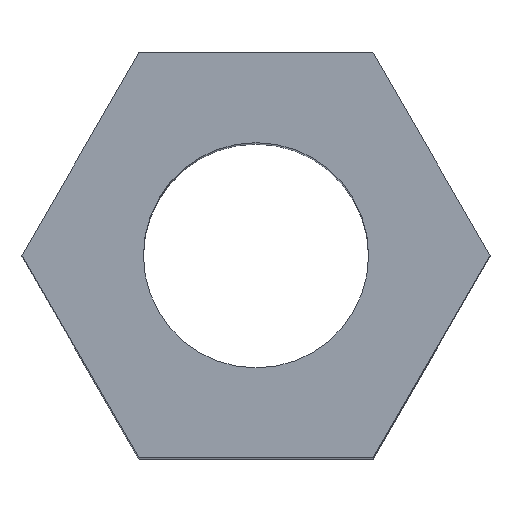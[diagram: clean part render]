
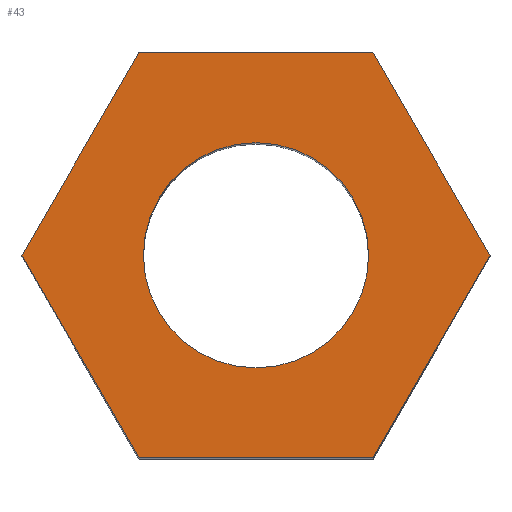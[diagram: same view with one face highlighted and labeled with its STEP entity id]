
A CAD part, top view. The second image highlights one B-rep face of the part: STEP entity #43.
In plain terms, the highlighted planar face has unit normal (0, 0, 1).
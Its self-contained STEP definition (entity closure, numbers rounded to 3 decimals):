
#1 = CIRCLE ( 'NONE', #180, 1.25 ) ;
#2 = CARTESIAN_POINT ( 'NONE',  ( -1.299, -2.25, 9. ) ) ;
#3 = CARTESIAN_POINT ( 'NONE',  ( -2.598, 0., 9. ) ) ;
#8 = DIRECTION ( 'NONE',  ( -1., 0., 0. ) ) ;
#13 = LINE ( 'NONE', #282, #92 ) ;
#17 = PLANE ( 'NONE',  #117 ) ;
#24 = EDGE_CURVE ( 'NONE', #225, #74, #13, .T. ) ;
#25 = DIRECTION ( 'NONE',  ( 0.5, -0.866, 0. ) ) ;
#29 = CARTESIAN_POINT ( 'NONE',  ( 0., 0., 9. ) ) ;
#32 = DIRECTION ( 'NONE',  ( 0.5, 0.866, 0. ) ) ;
#35 = CARTESIAN_POINT ( 'NONE',  ( -1.299, 2.25, 9. ) ) ;
#43 = ADVANCED_FACE ( 'NONE', ( #224, #325 ), #17, .T. ) ;
#47 = VECTOR ( 'NONE', #25, 1000. ) ;
#70 = VERTEX_POINT ( 'NONE', #191 ) ;
#74 = VERTEX_POINT ( 'NONE', #35 ) ;
#79 = LINE ( 'NONE', #3, #47 ) ;
#81 = EDGE_CURVE ( 'NONE', #271, #70, #1, .T. ) ;
#92 = VECTOR ( 'NONE', #8, 1000. ) ;
#97 = ORIENTED_EDGE ( 'NONE', *, *, #254, .T. ) ;
#99 = VECTOR ( 'NONE', #241, 1000. ) ;
#100 = DIRECTION ( 'NONE',  ( 0., 0., 1. ) ) ;
#108 = ORIENTED_EDGE ( 'NONE', *, *, #213, .T. ) ;
#112 = CARTESIAN_POINT ( 'NONE',  ( 0., 0., 9. ) ) ;
#115 = CARTESIAN_POINT ( 'NONE',  ( -2.598, 0., 9. ) ) ;
#117 = AXIS2_PLACEMENT_3D ( 'NONE', #123, #100, #118 ) ;
#118 = DIRECTION ( 'NONE',  ( 1., 0., 0. ) ) ;
#123 = CARTESIAN_POINT ( 'NONE',  ( 0., 0., 9. ) ) ;
#127 = EDGE_CURVE ( 'NONE', #194, #167, #79, .T. ) ;
#128 = ORIENTED_EDGE ( 'NONE', *, *, #81, .T. ) ;
#132 = CIRCLE ( 'NONE', #318, 1.25 ) ;
#135 = ORIENTED_EDGE ( 'NONE', *, *, #24, .T. ) ;
#156 = DIRECTION ( 'NONE',  ( -1., 0., 0. ) ) ;
#157 = DIRECTION ( 'NONE',  ( 0., 0., -1. ) ) ;
#162 = LINE ( 'NONE', #256, #300 ) ;
#165 = LINE ( 'NONE', #212, #303 ) ;
#167 = VERTEX_POINT ( 'NONE', #2 ) ;
#174 = EDGE_CURVE ( 'NONE', #255, #225, #162, .T. ) ;
#175 = VECTOR ( 'NONE', #32, 1000. ) ;
#178 = EDGE_CURVE ( 'NONE', #186, #255, #317, .T. ) ;
#180 = AXIS2_PLACEMENT_3D ( 'NONE', #29, #157, #156 ) ;
#184 = LINE ( 'NONE', #259, #99 ) ;
#186 = VERTEX_POINT ( 'NONE', #220 ) ;
#187 = DIRECTION ( 'NONE',  ( -1., 0., 0. ) ) ;
#191 = CARTESIAN_POINT ( 'NONE',  ( 1.25, 0., 9. ) ) ;
#194 = VERTEX_POINT ( 'NONE', #115 ) ;
#195 = CARTESIAN_POINT ( 'NONE',  ( 1.299, -2.25, 9. ) ) ;
#196 = EDGE_LOOP ( 'NONE', ( #128, #297 ) ) ;
#212 = CARTESIAN_POINT ( 'NONE',  ( -1.299, 2.25, 9. ) ) ;
#213 = EDGE_CURVE ( 'NONE', #167, #186, #184, .T. ) ;
#215 = DIRECTION ( 'NONE',  ( -0.5, -0.866, 0. ) ) ;
#220 = CARTESIAN_POINT ( 'NONE',  ( 1.299, -2.25, 9. ) ) ;
#224 = FACE_BOUND ( 'NONE', #196, .T. ) ;
#225 = VERTEX_POINT ( 'NONE', #311 ) ;
#238 = ORIENTED_EDGE ( 'NONE', *, *, #127, .T. ) ;
#239 = DIRECTION ( 'NONE',  ( 0., 0., -1. ) ) ;
#241 = DIRECTION ( 'NONE',  ( 1., 0., 0. ) ) ;
#246 = ORIENTED_EDGE ( 'NONE', *, *, #174, .T. ) ;
#247 = EDGE_CURVE ( 'NONE', #70, #271, #132, .T. ) ;
#254 = EDGE_CURVE ( 'NONE', #74, #194, #165, .T. ) ;
#255 = VERTEX_POINT ( 'NONE', #261 ) ;
#256 = CARTESIAN_POINT ( 'NONE',  ( 2.598, 0., 9. ) ) ;
#259 = CARTESIAN_POINT ( 'NONE',  ( -1.299, -2.25, 9. ) ) ;
#261 = CARTESIAN_POINT ( 'NONE',  ( 2.598, 0., 9. ) ) ;
#268 = EDGE_LOOP ( 'NONE', ( #312, #246, #135, #97, #238, #108 ) ) ;
#271 = VERTEX_POINT ( 'NONE', #309 ) ;
#280 = DIRECTION ( 'NONE',  ( -0.5, 0.866, 0. ) ) ;
#282 = CARTESIAN_POINT ( 'NONE',  ( 1.299, 2.25, 9. ) ) ;
#297 = ORIENTED_EDGE ( 'NONE', *, *, #247, .T. ) ;
#300 = VECTOR ( 'NONE', #280, 1000. ) ;
#303 = VECTOR ( 'NONE', #215, 1000. ) ;
#309 = CARTESIAN_POINT ( 'NONE',  ( -1.25, 0., 9. ) ) ;
#311 = CARTESIAN_POINT ( 'NONE',  ( 1.299, 2.25, 9. ) ) ;
#312 = ORIENTED_EDGE ( 'NONE', *, *, #178, .T. ) ;
#317 = LINE ( 'NONE', #195, #175 ) ;
#318 = AXIS2_PLACEMENT_3D ( 'NONE', #112, #239, #187 ) ;
#325 = FACE_OUTER_BOUND ( 'NONE', #268, .T. ) ;
